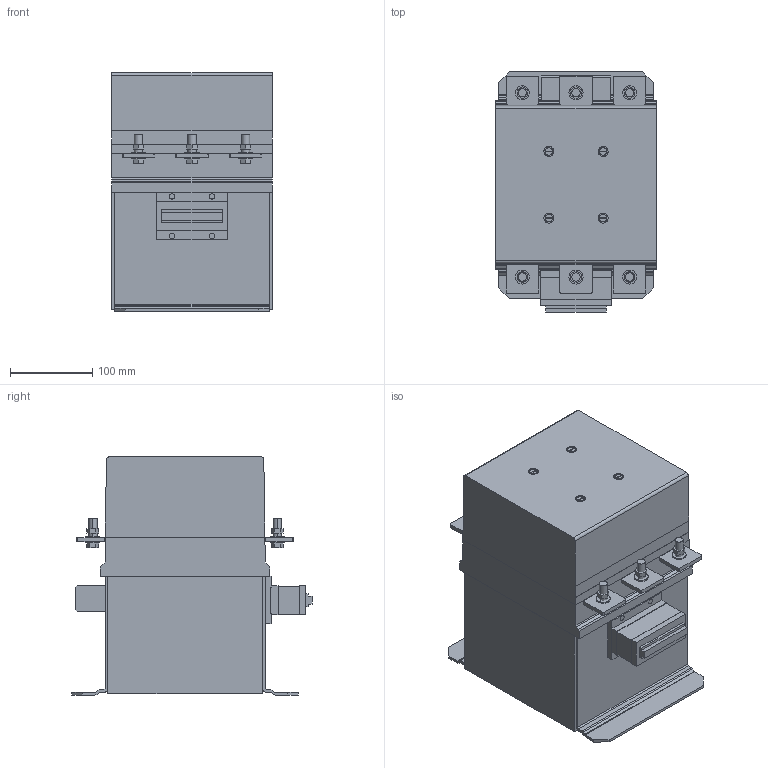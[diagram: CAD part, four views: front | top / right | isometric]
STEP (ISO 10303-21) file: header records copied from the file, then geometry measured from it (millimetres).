
FILE_DESCRIPTION((''),'2;1');
FILE_NAME('3d_11B630L00220C220.stp','2012-10-03T14:30:35',(''),(''),'Mechanical Desktop 2011','Mechanical Desktop 2011',', , ');
FILE_SCHEMA(('CONFIG_CONTROL_DESIGN'));
Length unit declared in the file: millimetre
Products named in the file (1): Product
Bounding box: 194 x 291.5 x 288.9 mm (x, y, z)
Volume: 11181926.5 mm3; surface area: 683936.5 mm2
Topology: 51 solids, 51 shells, 432 faces, 1086 edges, 810 vertices
Faces by surface type: plane 231, bspline 154, cylinder 47
Entity records: 13221 total; most frequent: CARTESIAN_POINT 3147, ORIENTED_EDGE 2052, DIRECTION 1878, EDGE_CURVE 1026, VECTOR 852, LINE 852, VERTEX_POINT 704, AXIS2_PLACEMENT_3D 513
